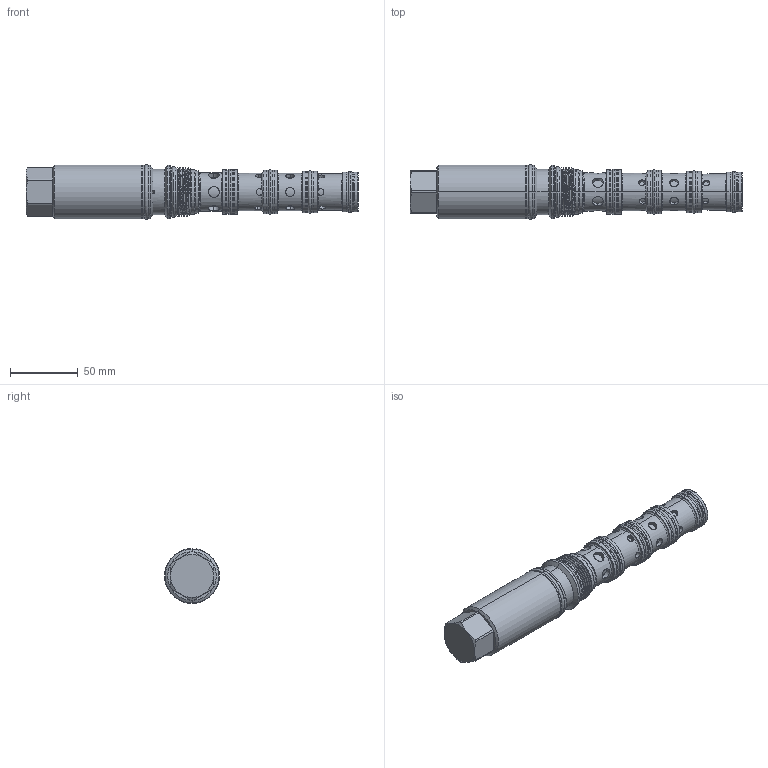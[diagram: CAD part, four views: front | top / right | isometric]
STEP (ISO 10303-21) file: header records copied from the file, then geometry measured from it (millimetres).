
FILE_DESCRIPTION (( 'STEP AP203' ), '1' );
FILE_NAME ('PDD53A6P24-N-140.STEP', '2020-04-15T00:33:23', ( '' ), ( '' ), 'SwSTEP 2.0', 'SolidWorks 2018', '' );
FILE_SCHEMA (( 'CONFIG_CONTROL_DESIGN' ));
Length unit declared in the file: millimetre
Products named in the file (1): PDD53A6P24-N-140
Bounding box: 244.46 x 40.39 x 40.39 mm (x, y, z)
Volume: 212009.5 mm3; surface area: 43306.8 mm2
Topology: 6 solids, 6 shells, 363 faces, 800 edges, 496 vertices
Faces by surface type: cylinder 197, plane 78, torus 47, cone 38, bspline 3
Entity records: 14409 total; most frequent: CARTESIAN_POINT 6372, DIRECTION 1722, ORIENTED_EDGE 1596, EDGE_CURVE 798, AXIS2_PLACEMENT_3D 737, VERTEX_POINT 496, EDGE_LOOP 424, CIRCLE 376
